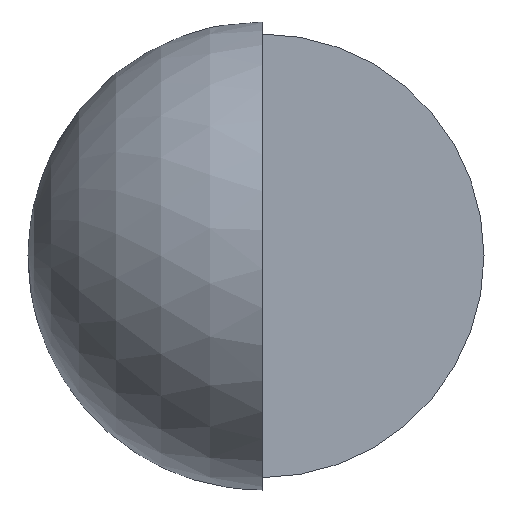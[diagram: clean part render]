
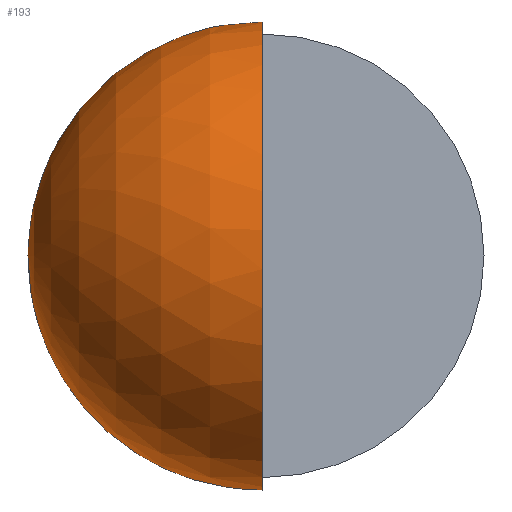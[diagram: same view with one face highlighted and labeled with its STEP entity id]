
A CAD part, left-side view. The second image highlights one B-rep face of the part: STEP entity #193.
In plain terms, the highlighted spherical face has radius 50 mm.
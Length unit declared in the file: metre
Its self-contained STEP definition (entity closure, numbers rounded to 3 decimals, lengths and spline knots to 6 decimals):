
#39 = EDGE_LOOP ( 'NONE', ( #116, #104 ) ) ;
#59 = DIRECTION ( 'NONE',  ( 0., -1., 0. ) ) ;
#80 = CARTESIAN_POINT ( 'NONE',  ( -0.137299, 0., -0.049927 ) ) ;
#82 = DIRECTION ( 'NONE',  ( 0., 0., -1. ) ) ;
#93 = VERTEX_POINT ( 'NONE', #80 ) ;
#104 = ORIENTED_EDGE ( 'NONE', *, *, #166, .F. ) ;
#112 = DIRECTION ( 'NONE',  ( -1., 0., 0. ) ) ;
#113 = AXIS2_PLACEMENT_3D ( 'NONE', #283, #59, #82 ) ;
#116 = ORIENTED_EDGE ( 'NONE', *, *, #290, .T. ) ;
#125 = AXIS2_PLACEMENT_3D ( 'NONE', #263, #154, #156 ) ;
#126 = FACE_OUTER_BOUND ( 'NONE', #39, .T. ) ;
#135 = DIRECTION ( 'NONE',  ( 0., 0., 1. ) ) ;
#154 = DIRECTION ( 'NONE',  ( 0., -1., 0. ) ) ;
#156 = DIRECTION ( 'NONE',  ( 0., 0., -1. ) ) ;
#158 = CARTESIAN_POINT ( 'NONE',  ( -0.137299, 0., 0. ) ) ;
#166 = EDGE_CURVE ( 'NONE', #170, #93, #168, .T. ) ;
#168 = CIRCLE ( 'NONE', #113, 0.05 ) ;
#170 = VERTEX_POINT ( 'NONE', #196 ) ;
#193 = ADVANCED_FACE ( 'NONE', ( #126 ), #242, .T. ) ;
#196 = CARTESIAN_POINT ( 'NONE',  ( -0.137299, 0., 0.049927 ) ) ;
#242 = SPHERICAL_SURFACE ( 'NONE', #125, 0.05 ) ;
#256 = CIRCLE ( 'NONE', #295, 0.049927 ) ;
#263 = CARTESIAN_POINT ( 'NONE',  ( -0.14, 0., 0. ) ) ;
#283 = CARTESIAN_POINT ( 'NONE',  ( -0.14, 0., 0. ) ) ;
#290 = EDGE_CURVE ( 'NONE', #170, #93, #256, .T. ) ;
#295 = AXIS2_PLACEMENT_3D ( 'NONE', #158, #112, #135 ) ;
